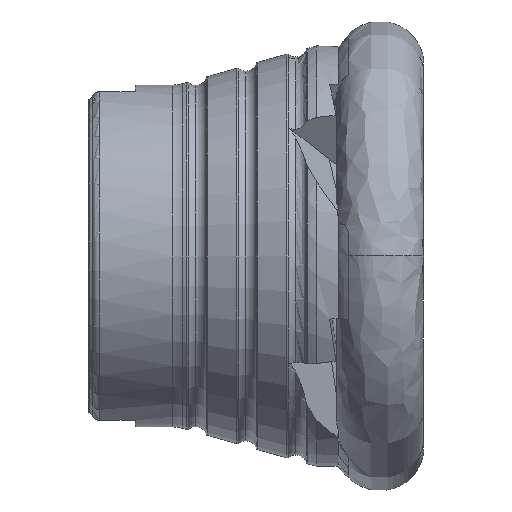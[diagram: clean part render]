
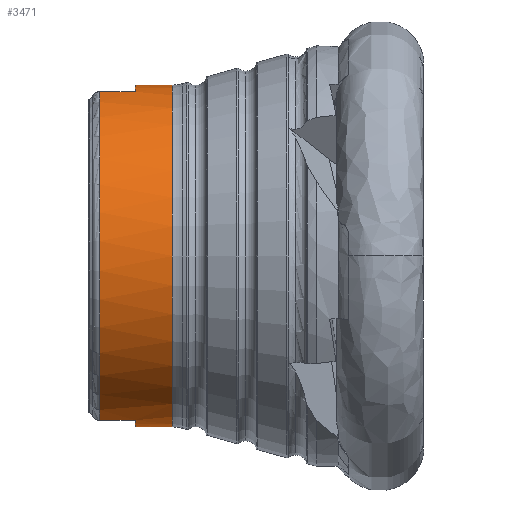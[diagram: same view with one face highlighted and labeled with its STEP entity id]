
A CAD part, front view. The second image highlights one B-rep face of the part: STEP entity #3471.
In plain terms, the highlighted cylindrical face has radius 23 mm (diameter 46 mm), a partial arc.
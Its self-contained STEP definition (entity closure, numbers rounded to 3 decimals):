
#176 = DIRECTION ( 'NONE',  ( 0., 0., -1. ) ) ;
#295 = CARTESIAN_POINT ( 'NONE',  ( -37.4, -6.333, -22.111 ) ) ;
#455 = LINE ( 'NONE', #8086, #3926 ) ;
#631 = VECTOR ( 'NONE', #5450, 1000. ) ;
#720 = DIRECTION ( 'NONE',  ( 0., 0., -1. ) ) ;
#875 = LINE ( 'NONE', #7935, #7810 ) ;
#977 = FACE_OUTER_BOUND ( 'NONE', #1307, .T. ) ;
#1307 = EDGE_LOOP ( 'NONE', ( #7540, #1756, #3017, #4274, #8835, #6069, #2755, #3721 ) ) ;
#1340 = AXIS2_PLACEMENT_3D ( 'NONE', #5157, #7999, #3725 ) ;
#1464 = CARTESIAN_POINT ( 'NONE',  ( -32.395, 0., 0. ) ) ;
#1488 = VERTEX_POINT ( 'NONE', #4515 ) ;
#1756 = ORIENTED_EDGE ( 'NONE', *, *, #4092, .F. ) ;
#2134 = DIRECTION ( 'NONE',  ( 1., 0., 0. ) ) ;
#2321 = VERTEX_POINT ( 'NONE', #7809 ) ;
#2443 = EDGE_CURVE ( 'NONE', #8073, #4821, #875, .T. ) ;
#2594 = EDGE_CURVE ( 'NONE', #2970, #2321, #3327, .T. ) ;
#2704 = VERTEX_POINT ( 'NONE', #7339 ) ;
#2755 = ORIENTED_EDGE ( 'NONE', *, *, #2443, .T. ) ;
#2811 = DIRECTION ( 'NONE',  ( 1., 0., 0. ) ) ;
#2970 = VERTEX_POINT ( 'NONE', #295 ) ;
#3017 = ORIENTED_EDGE ( 'NONE', *, *, #4907, .F. ) ;
#3153 = AXIS2_PLACEMENT_3D ( 'NONE', #7786, #2134, #720 ) ;
#3222 = CARTESIAN_POINT ( 'NONE',  ( 0., 0., 23. ) ) ;
#3327 = LINE ( 'NONE', #8266, #631 ) ;
#3471 = ADVANCED_FACE ( 'Fl�che7', ( #977 ), #3793, .T. ) ;
#3515 = CARTESIAN_POINT ( 'NONE',  ( -37.4, 0., -23. ) ) ;
#3547 = AXIS2_PLACEMENT_3D ( 'NONE', #1464, #2811, #5643 ) ;
#3721 = ORIENTED_EDGE ( 'NONE', *, *, #4606, .F. ) ;
#3725 = DIRECTION ( 'NONE',  ( 0., 0., -1. ) ) ;
#3793 = CYLINDRICAL_SURFACE ( 'NONE', #5198, 23. ) ;
#3926 = VECTOR ( 'NONE', #8637, 1000. ) ;
#4031 = EDGE_CURVE ( 'NONE', #2704, #2321, #4210, .T. ) ;
#4092 = EDGE_CURVE ( 'NONE', #5200, #1488, #4856, .T. ) ;
#4185 = CARTESIAN_POINT ( 'NONE',  ( -32.395, 0., 23. ) ) ;
#4210 = CIRCLE ( 'NONE', #3153, 23. ) ;
#4274 = ORIENTED_EDGE ( 'NONE', *, *, #4031, .T. ) ;
#4307 = CARTESIAN_POINT ( 'NONE',  ( -37.4, -6.333, 22.111 ) ) ;
#4467 = DIRECTION ( 'NONE',  ( 1., 0., 0. ) ) ;
#4515 = CARTESIAN_POINT ( 'NONE',  ( -37.4, 0., 23. ) ) ;
#4543 = CIRCLE ( 'NONE', #3547, 23. ) ;
#4606 = EDGE_CURVE ( 'NONE', #6045, #4821, #4543, .T. ) ;
#4821 = VERTEX_POINT ( 'NONE', #5191 ) ;
#4856 = CIRCLE ( 'NONE', #6415, 23. ) ;
#4907 = EDGE_CURVE ( 'NONE', #2704, #5200, #455, .T. ) ;
#5157 = CARTESIAN_POINT ( 'NONE',  ( -37.4, 0., 0. ) ) ;
#5191 = CARTESIAN_POINT ( 'NONE',  ( -32.395, 0., -23. ) ) ;
#5198 = AXIS2_PLACEMENT_3D ( 'NONE', #5870, #5290, #5266 ) ;
#5200 = VERTEX_POINT ( 'NONE', #4307 ) ;
#5266 = DIRECTION ( 'NONE',  ( 0., 0., -1. ) ) ;
#5290 = DIRECTION ( 'NONE',  ( 1., 0., 0. ) ) ;
#5450 = DIRECTION ( 'NONE',  ( -1., 0., 0. ) ) ;
#5643 = DIRECTION ( 'NONE',  ( 0., 0., -1. ) ) ;
#5870 = CARTESIAN_POINT ( 'NONE',  ( 0., 0., 0. ) ) ;
#6045 = VERTEX_POINT ( 'NONE', #4185 ) ;
#6069 = ORIENTED_EDGE ( 'NONE', *, *, #7091, .F. ) ;
#6378 = LINE ( 'NONE', #3222, #7454 ) ;
#6415 = AXIS2_PLACEMENT_3D ( 'NONE', #6536, #7258, #176 ) ;
#6536 = CARTESIAN_POINT ( 'NONE',  ( -37.4, 0., 0. ) ) ;
#7091 = EDGE_CURVE ( 'Kante21', #8073, #2970, #7158, .T. ) ;
#7158 = CIRCLE ( 'NONE', #1340, 23. ) ;
#7258 = DIRECTION ( 'NONE',  ( -1., 0., 0. ) ) ;
#7339 = CARTESIAN_POINT ( 'NONE',  ( -42.2, -6.333, 22.111 ) ) ;
#7454 = VECTOR ( 'NONE', #8082, 1000. ) ;
#7540 = ORIENTED_EDGE ( 'NONE', *, *, #8319, .F. ) ;
#7786 = CARTESIAN_POINT ( 'NONE',  ( -42.2, 0., 0. ) ) ;
#7809 = CARTESIAN_POINT ( 'NONE',  ( -42.2, -6.333, -22.111 ) ) ;
#7810 = VECTOR ( 'NONE', #4467, 1000. ) ;
#7935 = CARTESIAN_POINT ( 'NONE',  ( 0., 0., -23. ) ) ;
#7999 = DIRECTION ( 'NONE',  ( -1., 0., 0. ) ) ;
#8073 = VERTEX_POINT ( 'NONE', #3515 ) ;
#8082 = DIRECTION ( 'NONE',  ( 1., 0., 0. ) ) ;
#8086 = CARTESIAN_POINT ( 'NONE',  ( 0., -6.333, 22.111 ) ) ;
#8266 = CARTESIAN_POINT ( 'NONE',  ( 0., -6.333, -22.111 ) ) ;
#8319 = EDGE_CURVE ( 'NONE', #1488, #6045, #6378, .T. ) ;
#8637 = DIRECTION ( 'NONE',  ( 1., 0., 0. ) ) ;
#8835 = ORIENTED_EDGE ( 'NONE', *, *, #2594, .F. ) ;
